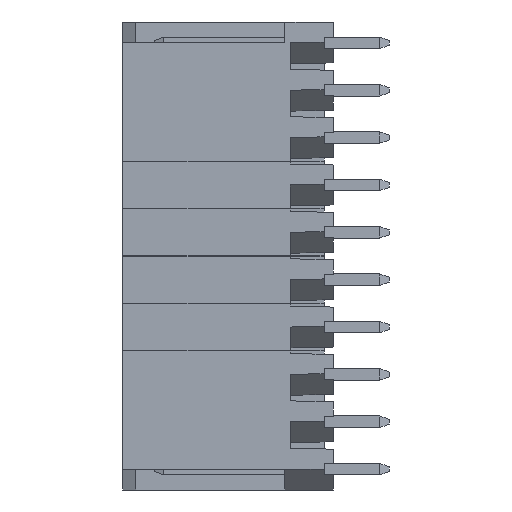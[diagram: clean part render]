
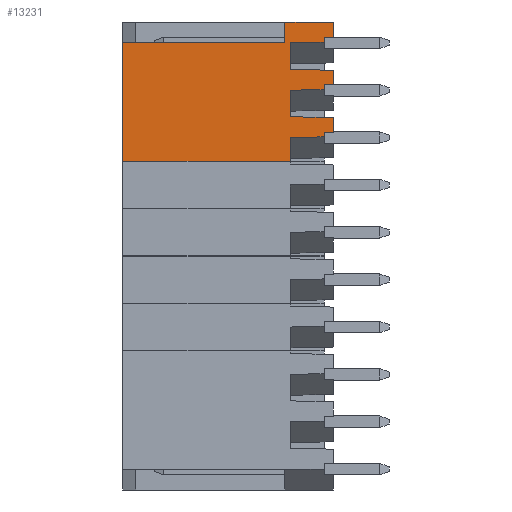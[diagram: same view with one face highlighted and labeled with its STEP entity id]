
A CAD part, left-side view. The second image highlights one B-rep face of the part: STEP entity #13231.
In plain terms, the highlighted planar face has unit normal (-1, 0, 0).
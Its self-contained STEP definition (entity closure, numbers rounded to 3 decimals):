
#1362=ORIENTED_EDGE('',*,*,#3507,.F.);
#1363=ORIENTED_EDGE('',*,*,#3493,.F.);
#1364=ORIENTED_EDGE('',*,*,#3508,.F.);
#1365=ORIENTED_EDGE('',*,*,#3509,.T.);
#1366=ORIENTED_EDGE('',*,*,#3510,.F.);
#1367=ORIENTED_EDGE('',*,*,#3511,.F.);
#1368=ORIENTED_EDGE('',*,*,#3512,.T.);
#1369=ORIENTED_EDGE('',*,*,#3513,.F.);
#1370=ORIENTED_EDGE('',*,*,#3514,.F.);
#1371=ORIENTED_EDGE('',*,*,#3515,.T.);
#1372=ORIENTED_EDGE('',*,*,#3516,.F.);
#1373=ORIENTED_EDGE('',*,*,#3517,.F.);
#1374=ORIENTED_EDGE('',*,*,#3518,.T.);
#1375=ORIENTED_EDGE('',*,*,#3519,.T.);
#1376=ORIENTED_EDGE('',*,*,#3520,.T.);
#1377=ORIENTED_EDGE('',*,*,#3521,.F.);
#1378=ORIENTED_EDGE('',*,*,#3522,.T.);
#1379=ORIENTED_EDGE('',*,*,#3523,.T.);
#1380=ORIENTED_EDGE('',*,*,#3524,.T.);
#1381=ORIENTED_EDGE('',*,*,#3525,.T.);
#1382=ORIENTED_EDGE('',*,*,#3526,.F.);
#1383=ORIENTED_EDGE('',*,*,#3475,.F.);
#3475=EDGE_CURVE('',#4648,#4644,#5772,.T.);
#3493=EDGE_CURVE('',#4665,#4666,#5790,.T.);
#3507=EDGE_CURVE('',#4666,#4648,#5803,.T.);
#3508=EDGE_CURVE('',#4675,#4665,#5804,.T.);
#3509=EDGE_CURVE('',#4675,#4676,#5805,.T.);
#3510=EDGE_CURVE('',#4677,#4676,#5806,.T.);
#3511=EDGE_CURVE('',#4678,#4677,#5807,.T.);
#3512=EDGE_CURVE('',#4678,#4679,#5808,.T.);
#3513=EDGE_CURVE('',#4680,#4679,#5809,.T.);
#3514=EDGE_CURVE('',#4681,#4680,#5810,.T.);
#3515=EDGE_CURVE('',#4681,#4682,#5811,.T.);
#3516=EDGE_CURVE('',#4683,#4682,#5812,.T.);
#3517=EDGE_CURVE('',#4684,#4683,#5813,.T.);
#3518=EDGE_CURVE('',#4684,#4685,#5814,.T.);
#3519=EDGE_CURVE('',#4685,#4686,#5815,.T.);
#3520=EDGE_CURVE('',#4686,#4687,#5816,.T.);
#3521=EDGE_CURVE('',#4688,#4687,#5817,.T.);
#3522=EDGE_CURVE('',#4688,#4689,#5818,.T.);
#3523=EDGE_CURVE('',#4689,#4690,#5819,.T.);
#3524=EDGE_CURVE('',#4690,#4691,#5820,.T.);
#3525=EDGE_CURVE('',#4691,#4692,#5821,.T.);
#3526=EDGE_CURVE('',#4644,#4692,#5822,.T.);
#4644=VERTEX_POINT('',#17729);
#4648=VERTEX_POINT('',#17738);
#4665=VERTEX_POINT('',#17776);
#4666=VERTEX_POINT('',#17778);
#4675=VERTEX_POINT('',#17808);
#4676=VERTEX_POINT('',#17810);
#4677=VERTEX_POINT('',#17812);
#4678=VERTEX_POINT('',#17814);
#4679=VERTEX_POINT('',#17816);
#4680=VERTEX_POINT('',#17818);
#4681=VERTEX_POINT('',#17820);
#4682=VERTEX_POINT('',#17822);
#4683=VERTEX_POINT('',#17824);
#4684=VERTEX_POINT('',#17826);
#4685=VERTEX_POINT('',#17828);
#4686=VERTEX_POINT('',#17830);
#4687=VERTEX_POINT('',#17832);
#4688=VERTEX_POINT('',#17834);
#4689=VERTEX_POINT('',#17836);
#4690=VERTEX_POINT('',#17838);
#4691=VERTEX_POINT('',#17840);
#4692=VERTEX_POINT('',#17842);
#5772=LINE('',#17739,#7163);
#5790=LINE('',#17777,#7181);
#5803=LINE('',#17806,#7194);
#5804=LINE('',#17807,#7195);
#5805=LINE('',#17809,#7196);
#5806=LINE('',#17811,#7197);
#5807=LINE('',#17813,#7198);
#5808=LINE('',#17815,#7199);
#5809=LINE('',#17817,#7200);
#5810=LINE('',#17819,#7201);
#5811=LINE('',#17821,#7202);
#5812=LINE('',#17823,#7203);
#5813=LINE('',#17825,#7204);
#5814=LINE('',#17827,#7205);
#5815=LINE('',#17829,#7206);
#5816=LINE('',#17831,#7207);
#5817=LINE('',#17833,#7208);
#5818=LINE('',#17835,#7209);
#5819=LINE('',#17837,#7210);
#5820=LINE('',#17839,#7211);
#5821=LINE('',#17841,#7212);
#5822=LINE('',#17843,#7213);
#7163=VECTOR('',#15137,1000.);
#7181=VECTOR('',#15161,1000.);
#7194=VECTOR('',#15188,1000.);
#7195=VECTOR('',#15189,1000.);
#7196=VECTOR('',#15190,1000.);
#7197=VECTOR('',#15191,1000.);
#7198=VECTOR('',#15192,1000.);
#7199=VECTOR('',#15193,1000.);
#7200=VECTOR('',#15194,1000.);
#7201=VECTOR('',#15195,1000.);
#7202=VECTOR('',#15196,1000.);
#7203=VECTOR('',#15197,1000.);
#7204=VECTOR('',#15198,1000.);
#7205=VECTOR('',#15199,1000.);
#7206=VECTOR('',#15200,1000.);
#7207=VECTOR('',#15201,1000.);
#7208=VECTOR('',#15202,1000.);
#7209=VECTOR('',#15203,1000.);
#7210=VECTOR('',#15204,1000.);
#7211=VECTOR('',#15205,1000.);
#7212=VECTOR('',#15206,1000.);
#7213=VECTOR('',#15207,1000.);
#8160=EDGE_LOOP('',(#1362,#1363,#1364,#1365,#1366,#1367,#1368,#1369,#1370,
#1371,#1372,#1373,#1374,#1375,#1376,#1377,#1378,#1379,#1380,#1381,#1382,
#1383));
#8684=FACE_BOUND('',#8160,.T.);
#9199=PLANE('',#13759);
#13231=ADVANCED_FACE('',(#8684),#9199,.T.);
#13759=AXIS2_PLACEMENT_3D('',#17805,#15186,#15187);
#15137=DIRECTION('',(0.,-1.,0.));
#15161=DIRECTION('',(0.,1.,0.));
#15186=DIRECTION('',(-1.,0.,0.));
#15187=DIRECTION('',(0.,-1.,0.));
#15188=DIRECTION('',(0.,0.,1.));
#15189=DIRECTION('',(0.,0.,-1.));
#15190=DIRECTION('',(0.,-1.,0.022));
#15191=DIRECTION('',(0.,0.,-1.));
#15192=DIRECTION('',(0.,1.,0.));
#15193=DIRECTION('',(0.,0.,1.));
#15194=DIRECTION('',(0.,-1.,-0.022));
#15195=DIRECTION('',(0.,0.,-1.));
#15196=DIRECTION('',(0.,-1.,0.022));
#15197=DIRECTION('',(0.,0.,-1.));
#15198=DIRECTION('',(0.,1.,0.));
#15199=DIRECTION('',(0.,0.,1.));
#15200=DIRECTION('',(0.,1.,0.022));
#15201=DIRECTION('',(0.,0.,1.));
#15202=DIRECTION('',(0.,1.,-0.022));
#15203=DIRECTION('',(0.,0.,1.));
#15204=DIRECTION('',(0.,-1.,0.));
#15205=DIRECTION('',(0.,0.,1.));
#15206=DIRECTION('',(0.,1.,0.));
#15207=DIRECTION('',(0.,0.,1.));
#17729=CARTESIAN_POINT('',(-5.,2.6,6.15));
#17738=CARTESIAN_POINT('',(-5.,11.3,6.15));
#17739=CARTESIAN_POINT('',(-5.,0.,6.15));
#17776=CARTESIAN_POINT('',(-5.,2.3,-0.2));
#17777=CARTESIAN_POINT('',(-5.,0.,-0.2));
#17778=CARTESIAN_POINT('',(-5.,11.3,-0.2));
#17805=CARTESIAN_POINT('',(-5.,0.,-33.37));
#17806=CARTESIAN_POINT('',(-5.,11.3,-43.23));
#17807=CARTESIAN_POINT('',(-5.,2.3,-5.13));
#17808=CARTESIAN_POINT('',(-5.,2.3,1.07));
#17809=CARTESIAN_POINT('',(-5.,1.174,1.095));
#17810=CARTESIAN_POINT('',(-5.,0.5,1.109));
#17811=CARTESIAN_POINT('',(-5.,0.5,-5.13));
#17812=CARTESIAN_POINT('',(-5.,0.5,1.37));
#17813=CARTESIAN_POINT('',(-5.,0.,1.37));
#17814=CARTESIAN_POINT('',(-5.,0.,1.37));
#17815=CARTESIAN_POINT('',(-5.,0.,-5.13));
#17816=CARTESIAN_POINT('',(-5.,0.,2.14));
#17817=CARTESIAN_POINT('',(-5.,0.,2.14));
#17818=CARTESIAN_POINT('',(-5.,2.3,2.19));
#17819=CARTESIAN_POINT('',(-5.,2.3,-2.59));
#17820=CARTESIAN_POINT('',(-5.,2.3,3.61));
#17821=CARTESIAN_POINT('',(-5.,1.174,3.635));
#17822=CARTESIAN_POINT('',(-5.,0.5,3.649));
#17823=CARTESIAN_POINT('',(-5.,0.5,-2.59));
#17824=CARTESIAN_POINT('',(-5.,0.5,3.91));
#17825=CARTESIAN_POINT('',(-5.,0.,3.91));
#17826=CARTESIAN_POINT('',(-5.,0.,3.91));
#17827=CARTESIAN_POINT('',(-5.,0.,-2.59));
#17828=CARTESIAN_POINT('',(-5.,0.,4.68));
#17829=CARTESIAN_POINT('',(-5.,0.,4.68));
#17830=CARTESIAN_POINT('',(-5.,2.3,4.73));
#17831=CARTESIAN_POINT('',(-5.,2.3,-2.59));
#17832=CARTESIAN_POINT('',(-5.,2.3,6.15));
#17833=CARTESIAN_POINT('',(-5.,0.,6.2));
#17834=CARTESIAN_POINT('',(-5.,0.5,6.189));
#17835=CARTESIAN_POINT('',(-5.,0.5,-2.59));
#17836=CARTESIAN_POINT('',(-5.,0.5,6.45));
#17837=CARTESIAN_POINT('',(-5.,0.,6.45));
#17838=CARTESIAN_POINT('',(-5.,0.,6.45));
#17839=CARTESIAN_POINT('',(-5.,0.,-2.59));
#17840=CARTESIAN_POINT('',(-5.,0.,7.27));
#17841=CARTESIAN_POINT('',(-5.,0.,7.27));
#17842=CARTESIAN_POINT('',(-5.,2.6,7.27));
#17843=CARTESIAN_POINT('',(-5.,2.6,-43.23));
